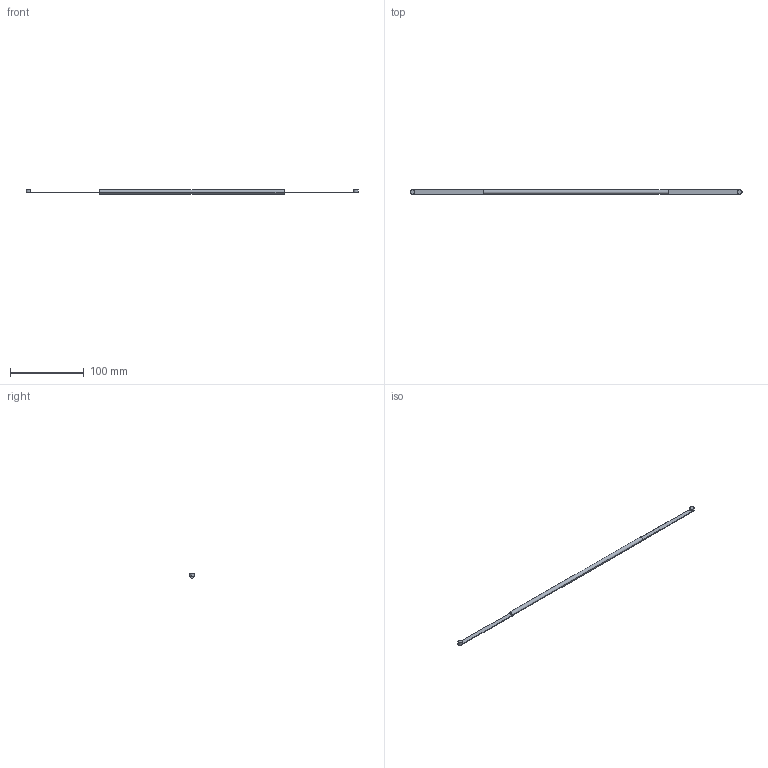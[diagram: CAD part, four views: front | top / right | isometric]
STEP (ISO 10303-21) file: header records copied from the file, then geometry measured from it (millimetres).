
FILE_DESCRIPTION (( 'STEP AP203' ), '1' );
FILE_NAME ('lower link 1.0_Default_sldprt.STEP', '2025-08-06T18:24:33', ( '' ), ( '' ), 'SwSTEP 2.0', 'SolidWorks 2025', '' );
FILE_SCHEMA (( 'CONFIG_CONTROL_DESIGN' ));
Length unit declared in the file: millimetre
Products named in the file (1): lower link  1.0_Default_sldprt
Bounding box: 450 x 6 x 5.99 mm (x, y, z)
Volume: 8317.7 mm3; surface area: 7719.3 mm2
Topology: 1 solids, 1 shells, 26 faces, 61 edges, 35 vertices
Faces by surface type: plane 18, cylinder 6, sphere 2
Entity records: 771 total; most frequent: DIRECTION 132, CARTESIAN_POINT 115, ORIENTED_EDGE 112, EDGE_CURVE 56, AXIS2_PLACEMENT_3D 49, LINE 34, VECTOR 34, VERTEX_POINT 32
